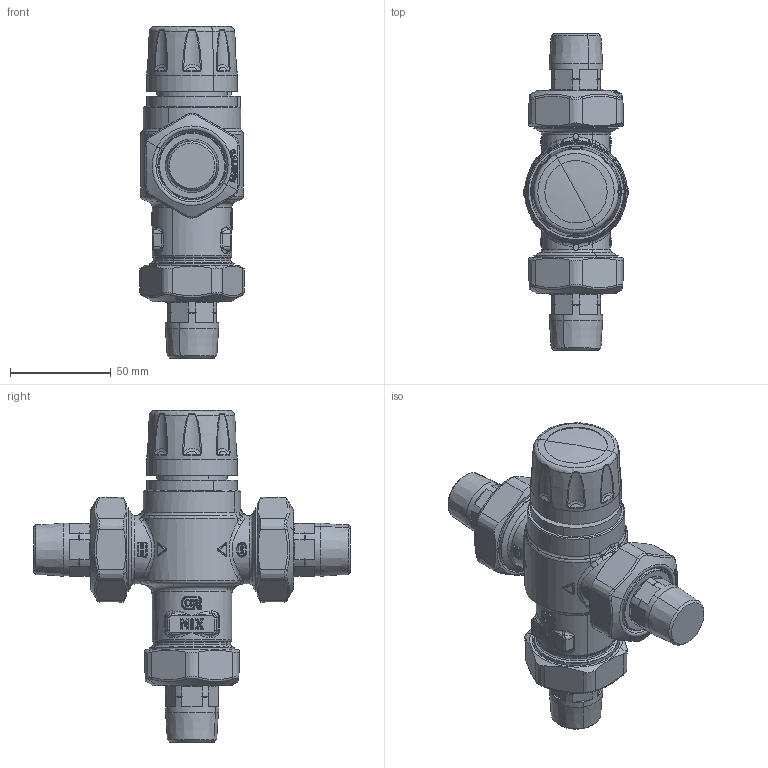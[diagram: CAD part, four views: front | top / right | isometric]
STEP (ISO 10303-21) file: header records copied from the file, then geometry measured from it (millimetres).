
FILE_DESCRIPTION(('CATIA V5 STEP Exchange','CAx-IF Rec.Pracs.--- Model Styling and Organization---1.5--- 2016-08-15','CAx-IF Rec.Pracs.---Supplemental Geometry---1.0---2011-11-01','CAx-IF Rec.Pracs.--- Composite Materials ---3.4---2017-06-13','CAx-IF Rec.Pracs.---Tessellated 3D Geometry---1.0---2015-12-17'),'2;1');
FILE_NAME('STEP_252151_-_TST.stp','2025-07-15T13:30:50+00:00',('none'),('none'),'CATIA Version 5-6 Release 2020 SP5','CATIA V5 STEP AP242 v2','none');
FILE_SCHEMA(('AP242_MANAGED_MODEL_BASED_3D_ENGINEERING_MIM_LF {1 0 10303 442 1 1 4}'));
Length unit declared in the file: millimetre
Products named in the file (1): 252151 - TST
Bounding box: 52.06 x 157 x 164.9 mm (x, y, z)
Volume: 341053.5 mm3; surface area: 59187.4 mm2
Topology: 2 solids, 5 shells, 2521 faces, 5852 edges, 3157 vertices
Faces by surface type: bspline 1624, cylinder 280, sphere 197, plane 179, cone 159, torus 78, revolution 4
Entity records: 157542 total; most frequent: CARTESIAN_POINT 114894, ORIENTED_EDGE 11222, EDGE_CURVE 5611, B_SPLINE_CURVE_WITH_KNOTS 4342, VERTEX_POINT 3157, DIRECTION 2661, EDGE_LOOP 2578, ADVANCED_FACE 2521
